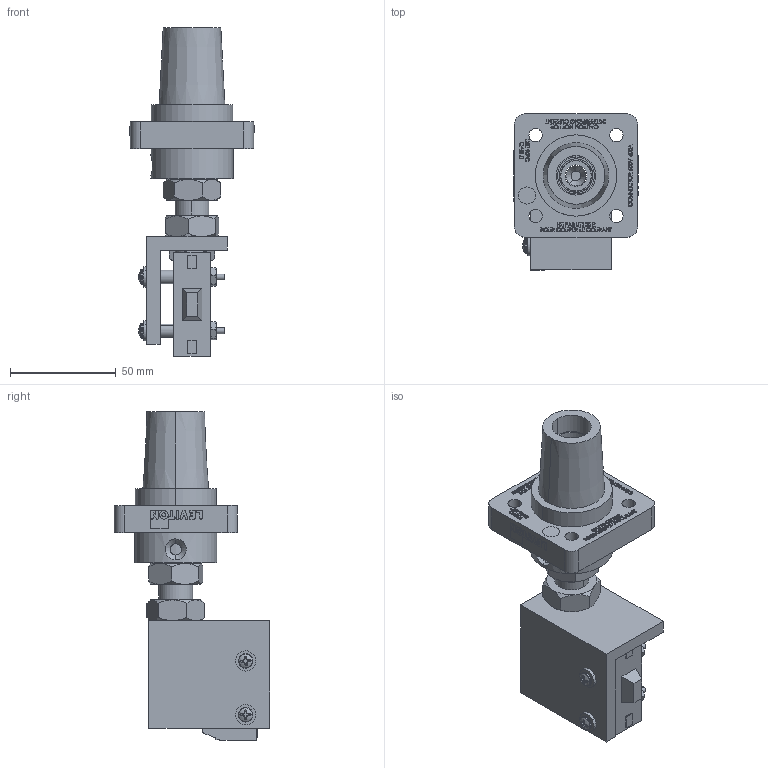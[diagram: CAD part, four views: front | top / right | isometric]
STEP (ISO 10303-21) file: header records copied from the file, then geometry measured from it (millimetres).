
FILE_DESCRIPTION (( 'STEP AP214' ), '1' );
FILE_NAME ('ORC6144-M01.STEP', '2025-03-07T19:37:39', ( '' ), ( '' ), 'SwSTEP 2.0', 'SolidWorks 2024', '' );
FILE_SCHEMA (( 'AUTOMOTIVE_DESIGN' ));
Products named in the file (1): ORC6144-M01
Bounding box: 58.7 x 73.54 x 155.32 mm (x, y, z)
Surface area: 48087 mm2 (no closed solid volume)
Topology: 0 solids, 20 shells, 1060 faces, 4170 edges, 2979 vertices
Faces by surface type: plane 586, bspline 285, cylinder 110, cone 67, torus 8, sphere 4
Entity records: 65371 total; most frequent: CARTESIAN_POINT 34126, ORIENTED_EDGE 6334, DIRECTION 5060, EDGE_CURVE 4170, VERTEX_POINT 2979, LINE 2716, VECTOR 2716, EDGE_LOOP 1250
